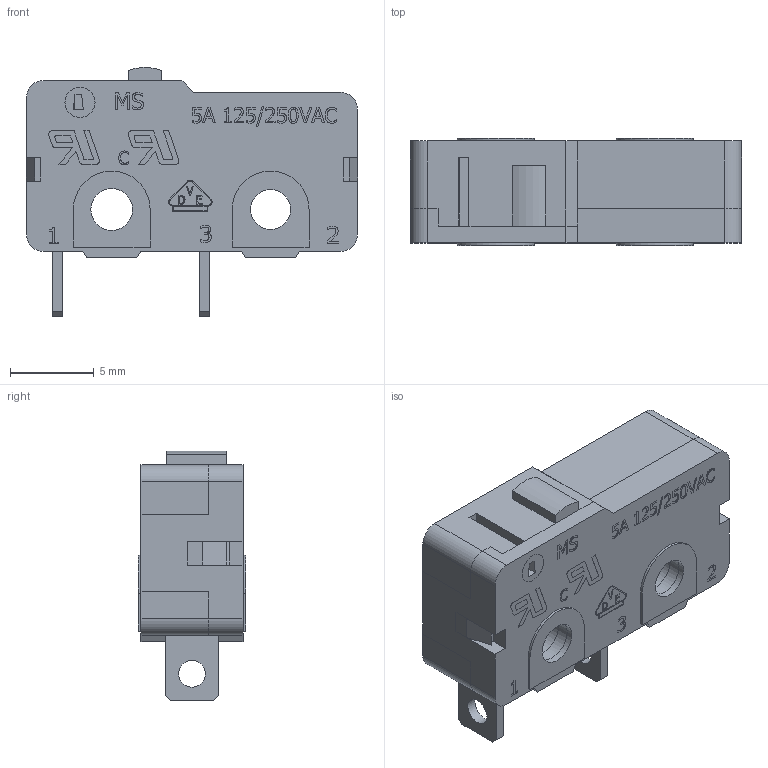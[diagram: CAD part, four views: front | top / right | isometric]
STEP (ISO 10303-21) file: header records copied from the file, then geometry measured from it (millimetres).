
FILE_DESCRIPTION(/* description */ (''),/* implementation_level */ '2;1');
FILE_NAME(/* name */ 'MS0850500FxxxS1C.stp',/* time_stamp */ '2025-05-27T10:23:23-05:00',/* author */ ('mroman'),/* organization */ (''),/* preprocessor_version */ 'ST-DEVELOPER v18.1',/* originating_system */ 'Autodesk Inventor 2022',/* authorisation */ '');
FILE_SCHEMA (('AUTOMOTIVE_DESIGN { 1 0 10303 214 3 1 1 }'));
Length unit declared in the file: centimetre
Products named in the file (1): MS0850500FxxxS1C
Bounding box: 19.8 x 6.4 x 14.89 mm (x, y, z)
Volume: 783.2 mm3; surface area: 1406.2 mm2
Topology: 1 solids, 3 shells, 771 faces, 2115 edges, 1401 vertices
Faces by surface type: plane 484, bspline 243, cylinder 44
Full cylindrical faces by diameter (mm): 1.6 x2, 1.8 x1, 2.4 x3, 2.5 x3
Entity records: 25414 total; most frequent: CARTESIAN_POINT 7379, ORIENTED_EDGE 4230, DIRECTION 2767, EDGE_CURVE 2115, LINE 1549, VECTOR 1549, VERTEX_POINT 1401, EDGE_LOOP 832
